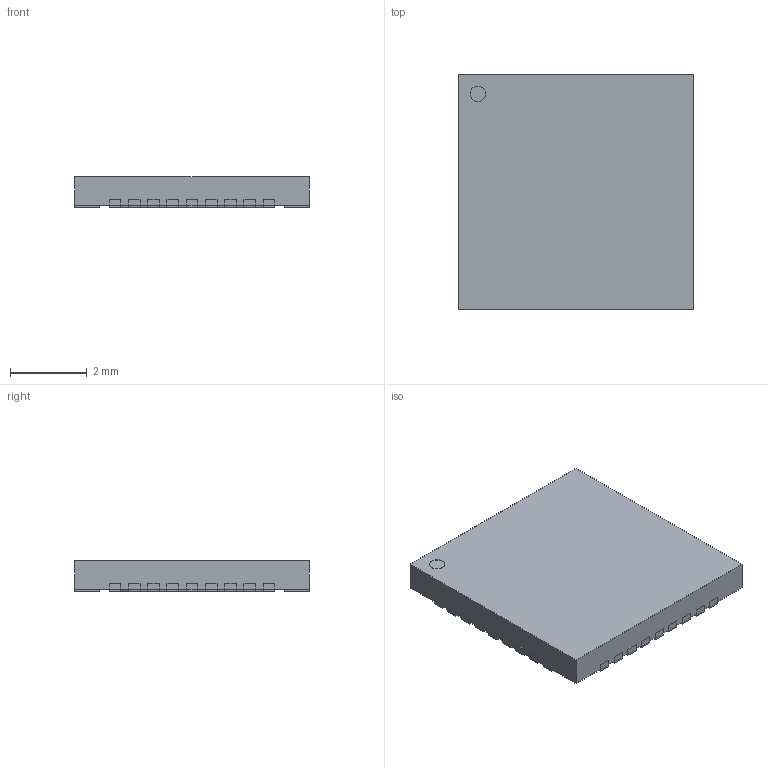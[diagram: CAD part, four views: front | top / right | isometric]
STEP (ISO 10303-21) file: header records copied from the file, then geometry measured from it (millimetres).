
FILE_DESCRIPTION (( 'STEP AP214' ), '1' );
FILE_NAME ('User Library-TQFN-36.STEP', '2017-05-04T13:57:58', ( 'Windows User' ), ( '' ), 'SwSTEP 2.0', 'SolidWorks 2017', '' );
FILE_SCHEMA (( 'AUTOMOTIVE_DESIGN' ));
Length unit declared in the file: millimetre
Products named in the file (3): User Library-TQFN-36_ComponentBody; User Library-TQFN-36_Leads; User Library-TQFN-36
Assembly tree (2 placements, depth 2):
  User Library-TQFN-36
    User Library-TQFN-36_Leads
    User Library-TQFN-36_ComponentBody
Bounding box: 6.12 x 6.12 x 0.8 mm (x, y, z)
Surface area: 152.3 mm2
Topology: 38 solids, 38 shells, 232 faces, 465 edges, 310 vertices
Faces by surface type: plane 230, cylinder 2
Entity records: 8879 total; most frequent: CARTESIAN_POINT 1012, DIRECTION 943, ORIENTED_EDGE 930, EDGE_CURVE 465, LINE 461, VECTOR 461, VERTEX_POINT 310, UNCERTAINTY_MEASURE_WITH_UNIT 275
